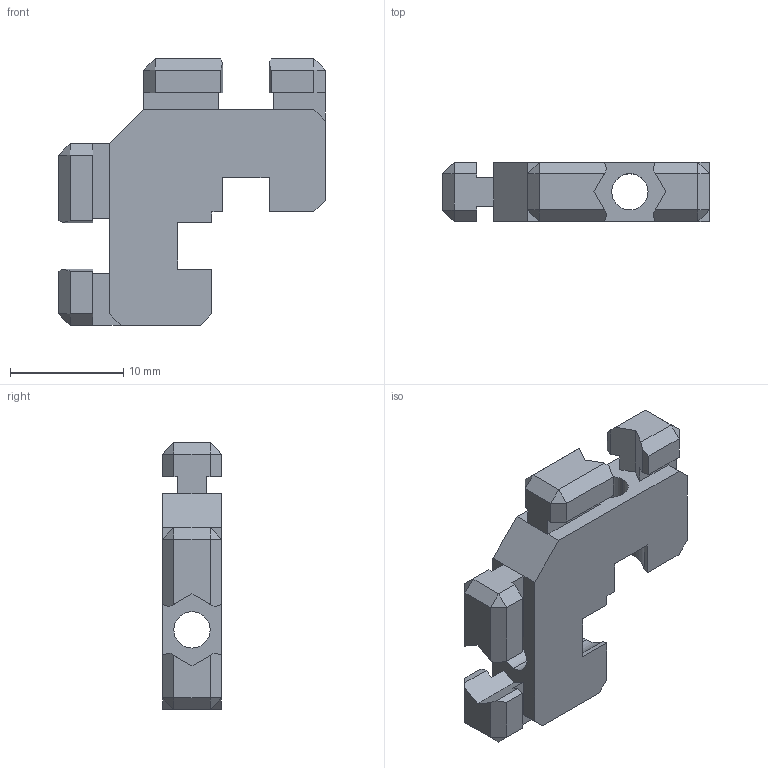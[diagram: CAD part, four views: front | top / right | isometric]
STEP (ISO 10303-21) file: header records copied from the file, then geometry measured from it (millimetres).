
FILE_DESCRIPTION (( 'STEP AP214' ), '1' );
FILE_NAME ('Hybrid_corner.STEP', '2014-04-03T07:29:34', ( 'Cesar' ), ( '' ), 'SwSTEP 2.0', 'SolidWorks 2013', '' );
FILE_SCHEMA (( 'AUTOMOTIVE_DESIGN' ));
Length unit declared in the file: millimetre
Products named in the file (1): Hybrid_corner
Bounding box: 23.5 x 5.2 x 23.5 mm (x, y, z)
Volume: 1447.2 mm3; surface area: 1426.2 mm2
Topology: 1 solids, 1 shells, 113 faces, 301 edges, 190 vertices
Faces by surface type: plane 103, cylinder 10
Entity records: 3462 total; most frequent: CARTESIAN_POINT 605, ORIENTED_EDGE 602, DIRECTION 550, EDGE_CURVE 301, VECTOR 280, LINE 280, VERTEX_POINT 190, AXIS2_PLACEMENT_3D 135
